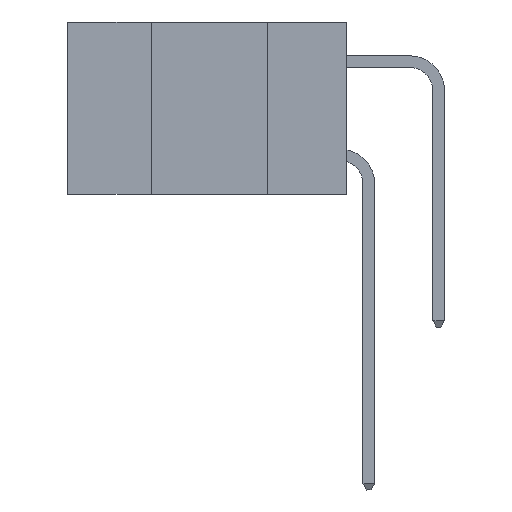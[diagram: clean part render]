
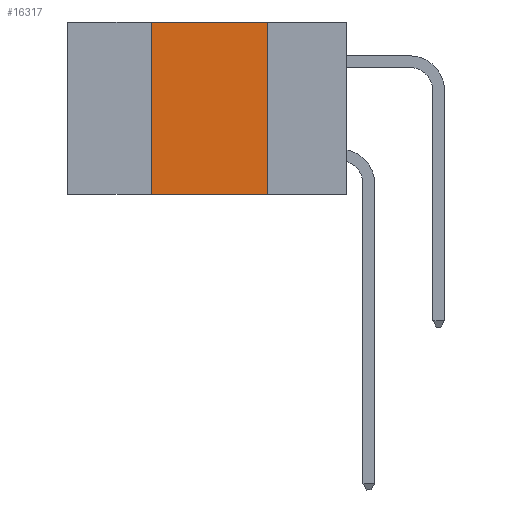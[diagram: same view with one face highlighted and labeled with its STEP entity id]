
A CAD part, left-side view. The second image highlights one B-rep face of the part: STEP entity #16317.
In plain terms, the highlighted planar face has unit normal (-1, 0, 0).
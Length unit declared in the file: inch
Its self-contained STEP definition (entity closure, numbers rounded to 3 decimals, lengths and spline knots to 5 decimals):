
#52 = CARTESIAN_POINT ( 'NONE',  ( 0., 0.6, -0.37 ) ) ;
#150 = DIRECTION ( 'NONE',  ( 0., -1., 0. ) ) ;
#612 = CARTESIAN_POINT ( 'NONE',  ( 0., 0.17, 0. ) ) ;
#1311 = ORIENTED_EDGE ( 'NONE', *, *, #5361, .T. ) ;
#1929 = ORIENTED_EDGE ( 'NONE', *, *, #12696, .F. ) ;
#2068 = CARTESIAN_POINT ( 'NONE',  ( 0., 0.6, 0. ) ) ;
#2166 = VECTOR ( 'NONE', #11022, 39.37008 ) ;
#2572 = LINE ( 'NONE', #7685, #2166 ) ;
#2666 = CARTESIAN_POINT ( 'NONE',  ( 0., 0.42, 0. ) ) ;
#2890 = LINE ( 'NONE', #612, #15162 ) ;
#3232 = CARTESIAN_POINT ( 'NONE',  ( 0., 0.42, -0.37 ) ) ;
#3384 = DIRECTION ( 'NONE',  ( 0., 0., -1. ) ) ;
#3875 = VERTEX_POINT ( 'NONE', #14991 ) ;
#5361 = EDGE_CURVE ( 'NONE', #15589, #8949, #6409, .T. ) ;
#5399 = EDGE_CURVE ( 'NONE', #5923, #3875, #2572, .T. ) ;
#5702 = ORIENTED_EDGE ( 'NONE', *, *, #12003, .F. ) ;
#5766 = CARTESIAN_POINT ( 'NONE',  ( 0., 0.17, -0.37 ) ) ;
#5923 = VERTEX_POINT ( 'NONE', #2666 ) ;
#5929 = DIRECTION ( 'NONE',  ( 0., 0., -1. ) ) ;
#6409 = LINE ( 'NONE', #52, #12387 ) ;
#7685 = CARTESIAN_POINT ( 'NONE',  ( 0., 0.6, 0. ) ) ;
#7892 = VECTOR ( 'NONE', #13570, 39.37008 ) ;
#8500 = PLANE ( 'NONE',  #14893 ) ;
#8535 = CARTESIAN_POINT ( 'NONE',  ( 0., 0.42, 0. ) ) ;
#8949 = VERTEX_POINT ( 'NONE', #5766 ) ;
#11022 = DIRECTION ( 'NONE',  ( 0., -1., 0. ) ) ;
#11054 = DIRECTION ( 'NONE',  ( 1., 0., 0. ) ) ;
#11287 = LINE ( 'NONE', #8535, #7892 ) ;
#12003 = EDGE_CURVE ( 'NONE', #3875, #8949, #2890, .T. ) ;
#12179 = ORIENTED_EDGE ( 'NONE', *, *, #5399, .F. ) ;
#12387 = VECTOR ( 'NONE', #150, 39.37008 ) ;
#12696 = EDGE_CURVE ( 'NONE', #15589, #5923, #11287, .T. ) ;
#13570 = DIRECTION ( 'NONE',  ( 0., 0., 1. ) ) ;
#14098 = FACE_OUTER_BOUND ( 'NONE', #16145, .T. ) ;
#14893 = AXIS2_PLACEMENT_3D ( 'NONE', #2068, #11054, #3384 ) ;
#14991 = CARTESIAN_POINT ( 'NONE',  ( 0., 0.17, 0. ) ) ;
#15162 = VECTOR ( 'NONE', #5929, 39.37008 ) ;
#15589 = VERTEX_POINT ( 'NONE', #3232 ) ;
#16145 = EDGE_LOOP ( 'NONE', ( #5702, #12179, #1929, #1311 ) ) ;
#16317 = ADVANCED_FACE ( 'NONE', ( #14098 ), #8500, .F. ) ;
